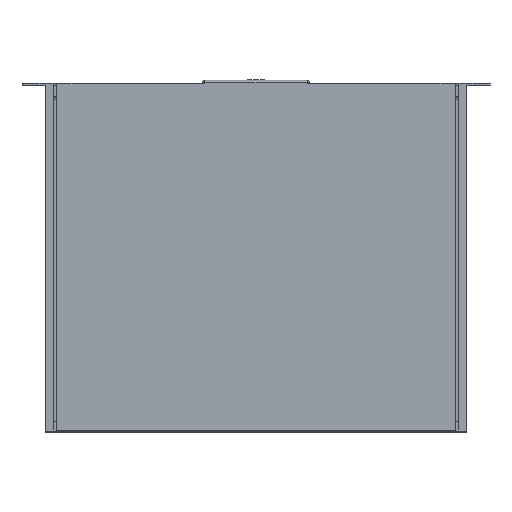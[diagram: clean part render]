
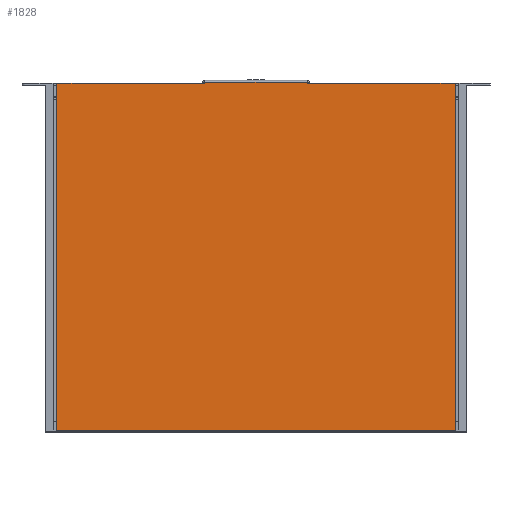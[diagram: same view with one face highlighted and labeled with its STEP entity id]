
A CAD part, top view. The second image highlights one B-rep face of the part: STEP entity #1828.
In plain terms, the highlighted planar face has unit normal (0, 0, 1).
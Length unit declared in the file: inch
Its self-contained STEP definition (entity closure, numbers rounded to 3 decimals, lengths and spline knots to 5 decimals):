
#101 = DIRECTION ( 'NONE',  ( 0., 0., -1. ) ) ;
#127 = VECTOR ( 'NONE', #2561, 39.37008 ) ;
#277 = VECTOR ( 'NONE', #1827, 39.37008 ) ;
#450 = VECTOR ( 'NONE', #625, 39.37008 ) ;
#540 = CARTESIAN_POINT ( 'NONE',  ( 8.094, -7.065, 0.035 ) ) ;
#585 = CARTESIAN_POINT ( 'NONE',  ( 8.094, -7.065, 0.035 ) ) ;
#625 = DIRECTION ( 'NONE',  ( 1., 0., 0. ) ) ;
#883 = VERTEX_POINT ( 'NONE', #585 ) ;
#906 = DIRECTION ( 'NONE',  ( 0., -1., 0. ) ) ;
#1057 = CARTESIAN_POINT ( 'NONE',  ( 2.085, 7.095, 0.035 ) ) ;
#1108 = CARTESIAN_POINT ( 'NONE',  ( 8.094, 7.065, 0.035 ) ) ;
#1152 = VECTOR ( 'NONE', #2744, 39.37008 ) ;
#1250 = VERTEX_POINT ( 'NONE', #4387 ) ;
#1298 = LINE ( 'NONE', #3005, #277 ) ;
#1460 = ORIENTED_EDGE ( 'NONE', *, *, #2516, .T. ) ;
#1672 = ORIENTED_EDGE ( 'NONE', *, *, #3963, .T. ) ;
#1693 = PLANE ( 'NONE',  #4391 ) ;
#1695 = VECTOR ( 'NONE', #3579, 39.37008 ) ;
#1712 = VECTOR ( 'NONE', #3221, 39.37008 ) ;
#1827 = DIRECTION ( 'NONE',  ( 0., -1., 0. ) ) ;
#1828 = ADVANCED_FACE ( 'NONE', ( #4835 ), #1693, .F. ) ;
#1907 = EDGE_LOOP ( 'NONE', ( #3121, #4473, #3043, #3164, #1672, #1460, #4959, #3281 ) ) ;
#1973 = VECTOR ( 'NONE', #2096, 39.37008 ) ;
#2013 = EDGE_CURVE ( 'NONE', #3523, #4915, #2855, .T. ) ;
#2096 = DIRECTION ( 'NONE',  ( -1., 0., 0. ) ) ;
#2103 = CARTESIAN_POINT ( 'NONE',  ( -8.094, -7.065, 0.035 ) ) ;
#2169 = EDGE_CURVE ( 'NONE', #4915, #4627, #1298, .T. ) ;
#2206 = LINE ( 'NONE', #2521, #1973 ) ;
#2267 = CARTESIAN_POINT ( 'NONE',  ( -2.085, 7.065, 0.035 ) ) ;
#2281 = VERTEX_POINT ( 'NONE', #1108 ) ;
#2295 = VERTEX_POINT ( 'NONE', #4609 ) ;
#2497 = LINE ( 'NONE', #3518, #1152 ) ;
#2516 = EDGE_CURVE ( 'NONE', #1250, #2295, #5000, .T. ) ;
#2521 = CARTESIAN_POINT ( 'NONE',  ( -8.094, 7.065, 0.035 ) ) ;
#2561 = DIRECTION ( 'NONE',  ( 0., 1., 0. ) ) ;
#2744 = DIRECTION ( 'NONE',  ( -1., 0., 0. ) ) ;
#2822 = CARTESIAN_POINT ( 'NONE',  ( -2.165, 7.095, 0.035 ) ) ;
#2849 = CARTESIAN_POINT ( 'NONE',  ( 2.085, 0., 0.035 ) ) ;
#2855 = LINE ( 'NONE', #2822, #1712 ) ;
#3005 = CARTESIAN_POINT ( 'NONE',  ( -2.085, 0., 0.035 ) ) ;
#3043 = ORIENTED_EDGE ( 'NONE', *, *, #2013, .T. ) ;
#3087 = LINE ( 'NONE', #2849, #1695 ) ;
#3121 = ORIENTED_EDGE ( 'NONE', *, *, #4841, .T. ) ;
#3164 = ORIENTED_EDGE ( 'NONE', *, *, #2169, .T. ) ;
#3216 = DIRECTION ( 'NONE',  ( -1., 0., 0. ) ) ;
#3221 = DIRECTION ( 'NONE',  ( -1., 0., 0. ) ) ;
#3235 = VERTEX_POINT ( 'NONE', #4521 ) ;
#3281 = ORIENTED_EDGE ( 'NONE', *, *, #4407, .T. ) ;
#3301 = CARTESIAN_POINT ( 'NONE',  ( -8.094, -7.065, 0.035 ) ) ;
#3439 = EDGE_CURVE ( 'NONE', #3235, #3523, #3087, .T. ) ;
#3518 = CARTESIAN_POINT ( 'NONE',  ( -8.094, 7.065, 0.035 ) ) ;
#3523 = VERTEX_POINT ( 'NONE', #1057 ) ;
#3579 = DIRECTION ( 'NONE',  ( 0., 1., 0. ) ) ;
#3963 = EDGE_CURVE ( 'NONE', #4627, #1250, #2206, .T. ) ;
#3972 = VECTOR ( 'NONE', #906, 39.37008 ) ;
#4010 = EDGE_CURVE ( 'NONE', #2295, #883, #5005, .T. ) ;
#4372 = CARTESIAN_POINT ( 'NONE',  ( -2.085, 7.095, 0.035 ) ) ;
#4387 = CARTESIAN_POINT ( 'NONE',  ( -8.094, 7.065, 0.035 ) ) ;
#4391 = AXIS2_PLACEMENT_3D ( 'NONE', #4428, #101, #3216 ) ;
#4407 = EDGE_CURVE ( 'NONE', #883, #2281, #4723, .T. ) ;
#4428 = CARTESIAN_POINT ( 'NONE',  ( 0., 0., 0.035 ) ) ;
#4473 = ORIENTED_EDGE ( 'NONE', *, *, #3439, .T. ) ;
#4521 = CARTESIAN_POINT ( 'NONE',  ( 2.085, 7.065, 0.035 ) ) ;
#4609 = CARTESIAN_POINT ( 'NONE',  ( -8.094, -7.065, 0.035 ) ) ;
#4627 = VERTEX_POINT ( 'NONE', #2267 ) ;
#4723 = LINE ( 'NONE', #540, #127 ) ;
#4835 = FACE_OUTER_BOUND ( 'NONE', #1907, .T. ) ;
#4841 = EDGE_CURVE ( 'NONE', #2281, #3235, #2497, .T. ) ;
#4915 = VERTEX_POINT ( 'NONE', #4372 ) ;
#4959 = ORIENTED_EDGE ( 'NONE', *, *, #4010, .T. ) ;
#5000 = LINE ( 'NONE', #3301, #3972 ) ;
#5005 = LINE ( 'NONE', #2103, #450 ) ;
